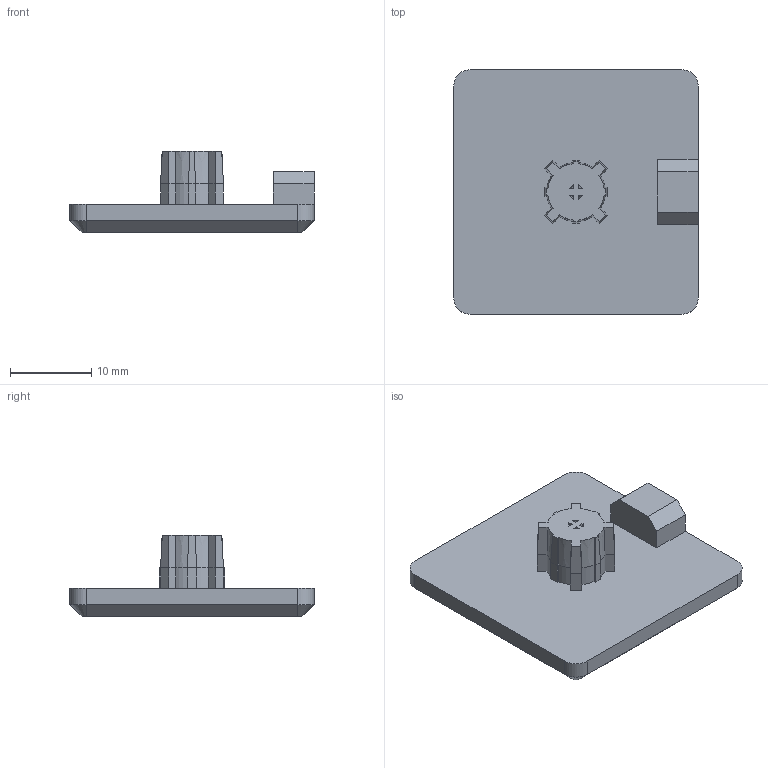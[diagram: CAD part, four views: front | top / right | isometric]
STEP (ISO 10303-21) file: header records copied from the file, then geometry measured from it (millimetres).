
FILE_DESCRIPTION(/* description */ ('','CAx-IF Rec.Pracs.---Representation and Presentation of Product Manufacturing Information (PMI)---4.0---2014-10-13'),/* implementation_level */ '2;1');
FILE_NAME(/* name */ 'OSSM - Stand - 3030 Extrusion Base Default_Extrusion Cap_step.stp',/* time_stamp */ '2025-02-03T22:38:35-05:00',/* author */ (''),/* organization */ (''),/* preprocessor_version */ 'ST-DEVELOPER v20',/* originating_system */ 'Autodesk Translation Framework v13.20.0.188',/* authorisation */ '');
FILE_SCHEMA (('AP242_MANAGED_MODEL_BASED_3D_ENGINEERING_MIM_LF { 1 0 10303 442 1 1 4 }'));
Length unit declared in the file: millimetre
Products named in the file (1): Extrusion Cap
Bounding box: 30 x 30 x 10 mm (x, y, z)
Volume: 3464.1 mm3; surface area: 2417.7 mm2
Topology: 1 solids, 1 shells, 113 faces, 278 edges, 168 vertices
Faces by surface type: plane 89, cylinder 12, cone 12
Entity records: 3272 total; most frequent: CARTESIAN_POINT 592, ORIENTED_EDGE 556, DIRECTION 526, EDGE_CURVE 278, LINE 226, VECTOR 226, VERTEX_POINT 168, AXIS2_PLACEMENT_3D 150
